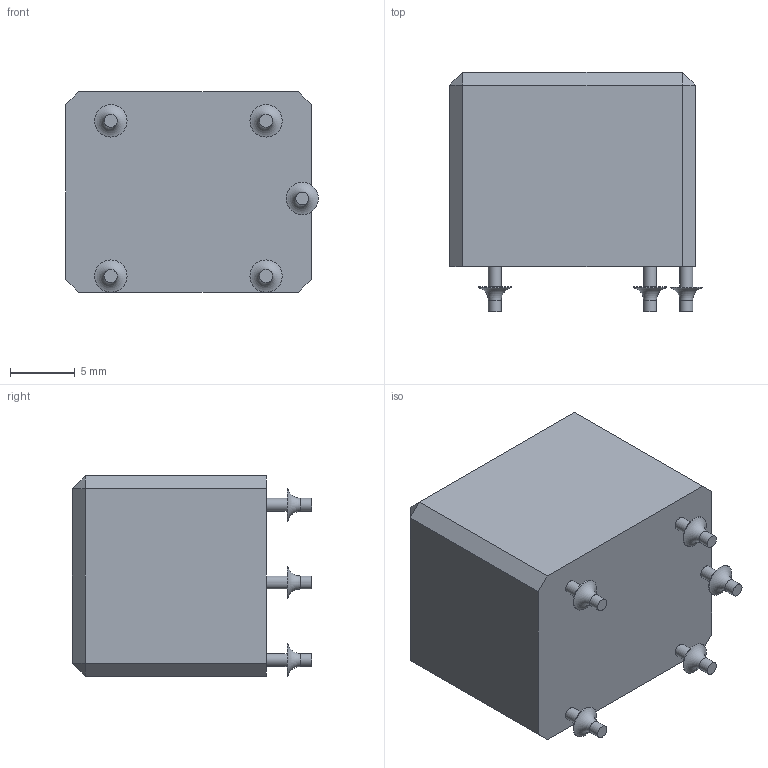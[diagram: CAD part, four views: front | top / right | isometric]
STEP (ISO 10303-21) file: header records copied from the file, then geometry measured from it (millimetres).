
FILE_DESCRIPTION(('HOOPS Exchange Step'),'2;1');
FILE_NAME('3b18476317df8b334b20d1cf2ed6eae120210322-1-vc8fou.SLDPRT.step','2021-03-22T01:14:15+00:00',('root'),('Unknown organisation'),'HOOPS Exchange 2021.0','HOOPS Exchange','Unknown authorisation');
FILE_SCHEMA( ('AUTOMOTIVE_DESIGN { 1 0 10303 214 1 1 1 1 }') );
Length unit declared in the file: millimetre
Products named in the file (2): Défaut; 3b18476317df8b334b20d1cf2ed6eae120210322-1-vc8fou
Assembly tree (1 placements, depth 2):
  3b18476317df8b334b20d1cf2ed6eae120210322-1-vc8fou
    Défaut
Bounding box: 19.55 x 18.5 x 15.5 mm (x, y, z)
Volume: 4374.6 mm3; surface area: 1646 mm2
Topology: 6 solids, 6 shells, 53 faces, 96 edges, 60 vertices
Faces by surface type: plane 33, cylinder 15, torus 5
Full cylindrical faces by diameter (mm): 1 x10, 2.5 x5
Entity records: 1356 total; most frequent: DIRECTION 253, CARTESIAN_POINT 212, ORIENTED_EDGE 192, AXIS2_PLACEMENT_3D 101, EDGE_CURVE 96, VERTEX_POINT 60, EDGE_LOOP 58, FACE_BOUND 58
